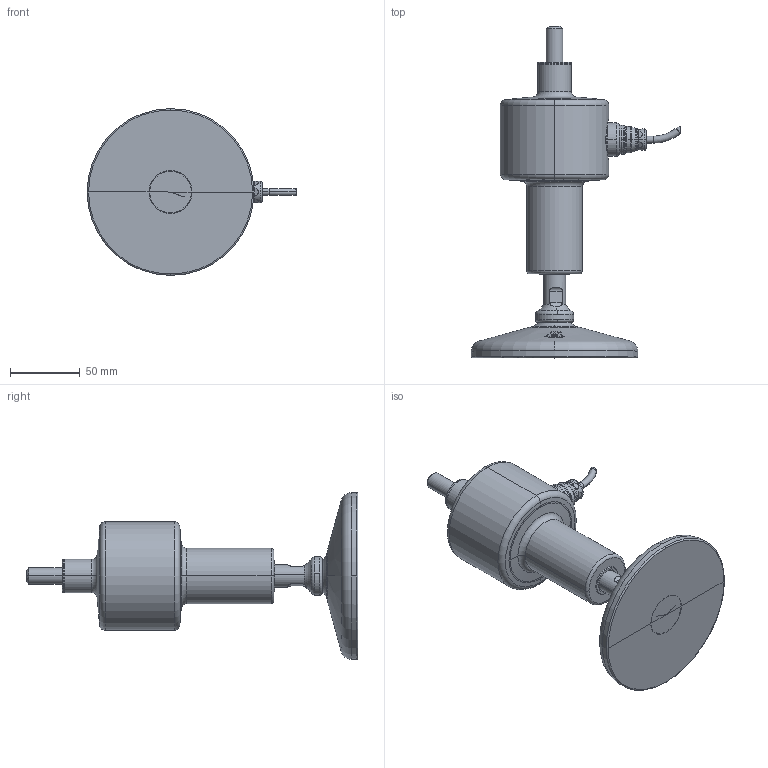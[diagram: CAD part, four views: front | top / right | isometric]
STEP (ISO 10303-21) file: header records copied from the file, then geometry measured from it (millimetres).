
FILE_DESCRIPTION(('STEP AP214'),'1');
FILE_NAME('FLC_3A_M12_1000-2000_kg.stp','2022-06-15T12:36:38',(' '),(' '),'Spatial InterOp 3D',' ',' ');
FILE_SCHEMA(('AUTOMOTIVE_DESIGN { 1 0 10303 214 1 1 1 1 }'));
Length unit declared in the file: metre
Products named in the file (15): cella di carico - FLC1000M12A3A-FLC2000M12A3A; corpo; cavo SLS 0140; pressacavo M16X1.5 - M8 per ambienti sanificati; O-ring per pressacavo Martin; canotto; Hummel M12X1.5; O-ring Martin esterno GE2418-3A; O-ring Martin interno GI2216-3A; FLC_3A_M12_1000-2000_kg; piedino igienico - FLC273793A; B27380-G - gomma vulcanizzata; B27380-G - tornito; 27I12140-3A; guarnizione D120 dal pieno
Assembly tree (14 placements, depth 3):
  FLC_3A_M12_1000-2000_kg
    cella di carico - FLC1000M12A3A-FLC2000M12A3A
      corpo
      cavo SLS 0140
      pressacavo M16X1.5 - M8 per ambienti sanificati
      O-ring per pressacavo Martin
      canotto
      Hummel M12X1.5
      O-ring Martin esterno GE2418-3A
      O-ring Martin interno GI2216-3A
    piedino igienico - FLC273793A
      B27380-G - gomma vulcanizzata
      B27380-G - tornito
      27I12140-3A
      guarnizione D120 dal pieno
Bounding box: 150.85 x 238.75 x 120 mm (x, y, z)
Volume: 581901.7 mm3; surface area: 107020.1 mm2
Topology: 12 solids, 13 shells, 467 faces, 1093 edges, 695 vertices
Faces by surface type: cylinder 201, plane 100, torus 78, cone 57, bspline 31
Entity records: 35957 total; most frequent: CARTESIAN_POINT 25087, ORIENTED_EDGE 2178, DIRECTION 2128, EDGE_CURVE 1089, AXIS2_PLACEMENT_3D 887, VERTEX_POINT 695, EDGE_LOOP 530, ADVANCED_FACE 466
